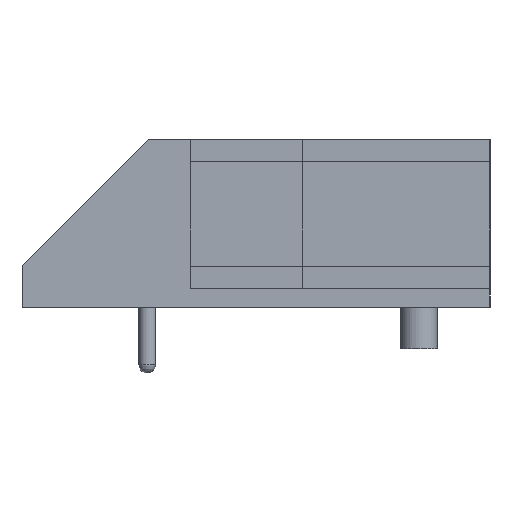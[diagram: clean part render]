
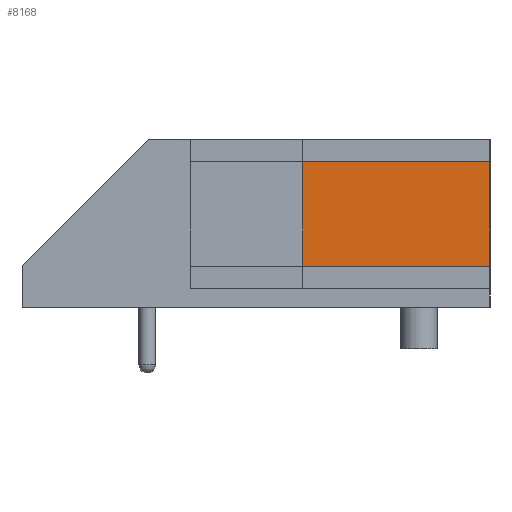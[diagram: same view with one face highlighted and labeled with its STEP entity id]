
A CAD part, left-side view. The second image highlights one B-rep face of the part: STEP entity #8168.
In plain terms, the highlighted free-form (B-spline) face has degree [1, 1] with [2, 2] control points.
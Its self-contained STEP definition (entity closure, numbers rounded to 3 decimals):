
#7408 = VERTEX_POINT('',#7409);
#7409 = CARTESIAN_POINT('',(-14.95,-1.25,0.85));
#7423 = B_SPLINE_SURFACE_WITH_KNOTS('',1,1,(
    (#7424,#7425)
    ,(#7426,#7427
    )),.UNSPECIFIED.,.F.,.F.,.F.,(2,2),(2,2),(-2.038,
    2.462),(-6.709,5.791),
  .PIECEWISE_BEZIER_KNOTS.);
#7424 = CARTESIAN_POINT('',(-14.95,6.25,-0.25));
#7425 = CARTESIAN_POINT('',(-14.95,-6.25,-0.25));
#7426 = CARTESIAN_POINT('',(-14.95,6.25,4.25));
#7427 = CARTESIAN_POINT('',(-14.95,-6.25,4.25));
#7449 = PLANE('',#7450);
#7450 = AXIS2_PLACEMENT_3D('',#7451,#7452,#7453);
#7451 = CARTESIAN_POINT('',(-14.95,1.75,0.25));
#7452 = DIRECTION('',(1.,0.,0.));
#7453 = DIRECTION('',(0.,-1.,0.));
#7666 = EDGE_CURVE('',#7408,#7667,#7669,.T.);
#7667 = VERTEX_POINT('',#7668);
#7668 = CARTESIAN_POINT('',(-14.95,-6.25,0.85));
#7669 = SURFACE_CURVE('',#7670,(#7674,#7681),.PCURVE_S1.);
#7670 = LINE('',#7671,#7672);
#7671 = CARTESIAN_POINT('',(-14.95,1.75,0.85));
#7672 = VECTOR('',#7673,1.);
#7673 = DIRECTION('',(0.,-1.,0.));
#7674 = PCURVE('',#7449,#7675);
#7675 = DEFINITIONAL_REPRESENTATION('',(#7676),#7680);
#7676 = LINE('',#7677,#7678);
#7677 = CARTESIAN_POINT('',(0.,-0.6));
#7678 = VECTOR('',#7679,1.);
#7679 = DIRECTION('',(1.,0.));
#7680 = ( GEOMETRIC_REPRESENTATION_CONTEXT(2) 
PARAMETRIC_REPRESENTATION_CONTEXT() REPRESENTATION_CONTEXT('2D SPACE',''
  ) );
#7681 = PCURVE('',#7682,#7687);
#7682 = B_SPLINE_SURFACE_WITH_KNOTS('',1,1,(
    (#7683,#7684)
    ,(#7685,#7686
    )),.UNSPECIFIED.,.F.,.F.,.F.,(2,2),(2,2),(-2.038,
    2.462),(-6.709,5.791),
  .PIECEWISE_BEZIER_KNOTS.);
#7683 = CARTESIAN_POINT('',(-14.95,6.25,-0.25));
#7684 = CARTESIAN_POINT('',(-14.95,-6.25,-0.25));
#7685 = CARTESIAN_POINT('',(-14.95,6.25,4.25));
#7686 = CARTESIAN_POINT('',(-14.95,-6.25,4.25));
#7687 = DEFINITIONAL_REPRESENTATION('',(#7688),#7692);
#7688 = B_SPLINE_CURVE_WITH_KNOTS('',2,(#7689,#7690,#7691),
  .UNSPECIFIED.,.F.,.F.,(3,3),(3.,8.),.PIECEWISE_BEZIER_KNOTS.);
#7689 = CARTESIAN_POINT('',(-0.938,0.791));
#7690 = CARTESIAN_POINT('',(-0.938,3.291));
#7691 = CARTESIAN_POINT('',(-0.938,5.791));
#7692 = ( GEOMETRIC_REPRESENTATION_CONTEXT(2) 
PARAMETRIC_REPRESENTATION_CONTEXT() REPRESENTATION_CONTEXT('2D SPACE',''
  ) );
#7723 = EDGE_CURVE('',#7408,#7724,#7726,.T.);
#7724 = VERTEX_POINT('',#7725);
#7725 = CARTESIAN_POINT('',(-14.95,-1.25,3.65));
#7726 = SURFACE_CURVE('',#7727,(#7731,#7738),.PCURVE_S1.);
#7727 = LINE('',#7728,#7729);
#7728 = CARTESIAN_POINT('',(-14.95,-1.25,0.25));
#7729 = VECTOR('',#7730,1.);
#7730 = DIRECTION('',(0.,0.,1.));
#7731 = PCURVE('',#7423,#7732);
#7732 = DEFINITIONAL_REPRESENTATION('',(#7733),#7737);
#7733 = B_SPLINE_CURVE_WITH_KNOTS('',2,(#7734,#7735,#7736),
  .UNSPECIFIED.,.F.,.F.,(3,3),(0.6,3.4),.PIECEWISE_BEZIER_KNOTS.);
#7734 = CARTESIAN_POINT('',(-0.938,0.791));
#7735 = CARTESIAN_POINT('',(0.462,0.791));
#7736 = CARTESIAN_POINT('',(1.862,0.791));
#7737 = ( GEOMETRIC_REPRESENTATION_CONTEXT(2) 
PARAMETRIC_REPRESENTATION_CONTEXT() REPRESENTATION_CONTEXT('2D SPACE',''
  ) );
#7738 = PCURVE('',#7682,#7739);
#7739 = DEFINITIONAL_REPRESENTATION('',(#7740),#7744);
#7740 = B_SPLINE_CURVE_WITH_KNOTS('',2,(#7741,#7742,#7743),
  .UNSPECIFIED.,.F.,.F.,(3,3),(0.6,3.4),.PIECEWISE_BEZIER_KNOTS.);
#7741 = CARTESIAN_POINT('',(-0.938,0.791));
#7742 = CARTESIAN_POINT('',(0.462,0.791));
#7743 = CARTESIAN_POINT('',(1.862,0.791));
#7744 = ( GEOMETRIC_REPRESENTATION_CONTEXT(2) 
PARAMETRIC_REPRESENTATION_CONTEXT() REPRESENTATION_CONTEXT('2D SPACE',''
  ) );
#7894 = B_SPLINE_SURFACE_WITH_KNOTS('',1,1,(
    (#7895,#7896)
    ,(#7897,#7898
    )),.UNSPECIFIED.,.F.,.F.,.F.,(2,2),(2,2),(0.,8.),(-0.85,0.),
  .PIECEWISE_BEZIER_KNOTS.);
#7895 = CARTESIAN_POINT('',(-14.95,1.75,3.4));
#7896 = CARTESIAN_POINT('',(-14.95,1.75,4.25));
#7897 = CARTESIAN_POINT('',(-14.95,-6.25,3.4));
#7898 = CARTESIAN_POINT('',(-14.95,-6.25,4.25));
#8124 = B_SPLINE_SURFACE_WITH_KNOTS('',1,1,(
    (#8125,#8126)
    ,(#8127,#8128
    )),.UNSPECIFIED.,.F.,.F.,.F.,(2,2),(2,2),(0.,4.5),(-1.,0.),
  .PIECEWISE_BEZIER_KNOTS.);
#8125 = CARTESIAN_POINT('',(-14.95,-6.25,-0.25));
#8126 = CARTESIAN_POINT('',(-13.95,-6.25,-0.25));
#8127 = CARTESIAN_POINT('',(-14.95,-6.25,4.25));
#8128 = CARTESIAN_POINT('',(-13.95,-6.25,4.25));
#8168 = ADVANCED_FACE('',(#8169),#7682,.F.);
#8169 = FACE_BOUND('',#8170,.F.);
#8170 = EDGE_LOOP('',(#8171,#8191,#8192,#8193));
#8171 = ORIENTED_EDGE('',*,*,#8172,.F.);
#8172 = EDGE_CURVE('',#7667,#8173,#8175,.T.);
#8173 = VERTEX_POINT('',#8174);
#8174 = CARTESIAN_POINT('',(-14.95,-6.25,3.65));
#8175 = SURFACE_CURVE('',#8176,(#8179,#8185),.PCURVE_S1.);
#8176 = B_SPLINE_CURVE_WITH_KNOTS('',1,(#8177,#8178),.UNSPECIFIED.,.F.,
  .F.,(2,2),(0.,4.5),.PIECEWISE_BEZIER_KNOTS.);
#8177 = CARTESIAN_POINT('',(-14.95,-6.25,-0.25));
#8178 = CARTESIAN_POINT('',(-14.95,-6.25,4.25));
#8179 = PCURVE('',#7682,#8180);
#8180 = DEFINITIONAL_REPRESENTATION('',(#8181),#8184);
#8181 = B_SPLINE_CURVE_WITH_KNOTS('',1,(#8182,#8183),.UNSPECIFIED.,.F.,
  .F.,(2,2),(0.,4.5),.PIECEWISE_BEZIER_KNOTS.);
#8182 = CARTESIAN_POINT('',(-2.038,5.791));
#8183 = CARTESIAN_POINT('',(2.462,5.791));
#8184 = ( GEOMETRIC_REPRESENTATION_CONTEXT(2) 
PARAMETRIC_REPRESENTATION_CONTEXT() REPRESENTATION_CONTEXT('2D SPACE',''
  ) );
#8185 = PCURVE('',#8124,#8186);
#8186 = DEFINITIONAL_REPRESENTATION('',(#8187),#8190);
#8187 = B_SPLINE_CURVE_WITH_KNOTS('',1,(#8188,#8189),.UNSPECIFIED.,.F.,
  .F.,(2,2),(0.,4.5),.PIECEWISE_BEZIER_KNOTS.);
#8188 = CARTESIAN_POINT('',(0.,-1.));
#8189 = CARTESIAN_POINT('',(4.5,-1.));
#8190 = ( GEOMETRIC_REPRESENTATION_CONTEXT(2) 
PARAMETRIC_REPRESENTATION_CONTEXT() REPRESENTATION_CONTEXT('2D SPACE',''
  ) );
#8191 = ORIENTED_EDGE('',*,*,#7666,.F.);
#8192 = ORIENTED_EDGE('',*,*,#7723,.T.);
#8193 = ORIENTED_EDGE('',*,*,#8194,.T.);
#8194 = EDGE_CURVE('',#7724,#8173,#8195,.T.);
#8195 = SURFACE_CURVE('',#8196,(#8202,#8209),.PCURVE_S1.);
#8196 = B_SPLINE_CURVE_WITH_KNOTS('',2,(#8197,#8198,#8199,#8200,#8201),
  .UNSPECIFIED.,.F.,.F.,(3,1,1,3),(-0.49,0.,8.,8.49)
  ,.UNSPECIFIED.);
#8197 = CARTESIAN_POINT('',(-14.95,2.24,3.65));
#8198 = CARTESIAN_POINT('',(-14.95,1.995,3.65));
#8199 = CARTESIAN_POINT('',(-14.95,-2.25,3.65));
#8200 = CARTESIAN_POINT('',(-14.95,-6.495,3.65));
#8201 = CARTESIAN_POINT('',(-14.95,-6.74,3.65));
#8202 = PCURVE('',#7682,#8203);
#8203 = DEFINITIONAL_REPRESENTATION('',(#8204),#8208);
#8204 = B_SPLINE_CURVE_WITH_KNOTS('',2,(#8205,#8206,#8207),
  .UNSPECIFIED.,.F.,.F.,(3,3),(3.,8.),.PIECEWISE_BEZIER_KNOTS.);
#8205 = CARTESIAN_POINT('',(1.862,0.791));
#8206 = CARTESIAN_POINT('',(1.862,3.291));
#8207 = CARTESIAN_POINT('',(1.862,5.791));
#8208 = ( GEOMETRIC_REPRESENTATION_CONTEXT(2) 
PARAMETRIC_REPRESENTATION_CONTEXT() REPRESENTATION_CONTEXT('2D SPACE',''
  ) );
#8209 = PCURVE('',#7894,#8210);
#8210 = DEFINITIONAL_REPRESENTATION('',(#8211),#8214);
#8211 = B_SPLINE_CURVE_WITH_KNOTS('',1,(#8212,#8213),.UNSPECIFIED.,.F.,
  .F.,(2,2),(0.,8.),.PIECEWISE_BEZIER_KNOTS.);
#8212 = CARTESIAN_POINT('',(0.,-0.6));
#8213 = CARTESIAN_POINT('',(8.,-0.6));
#8214 = ( GEOMETRIC_REPRESENTATION_CONTEXT(2) 
PARAMETRIC_REPRESENTATION_CONTEXT() REPRESENTATION_CONTEXT('2D SPACE',''
  ) );
